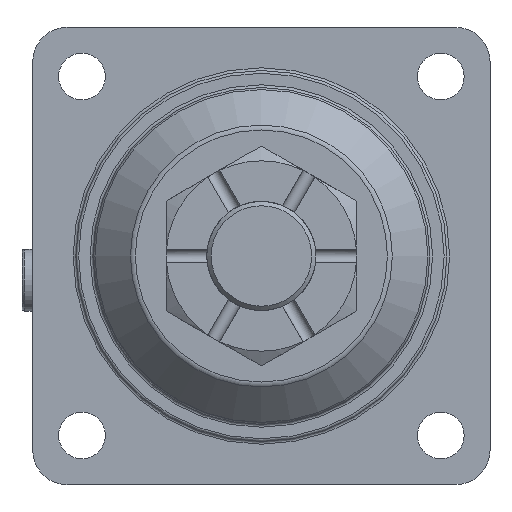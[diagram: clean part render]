
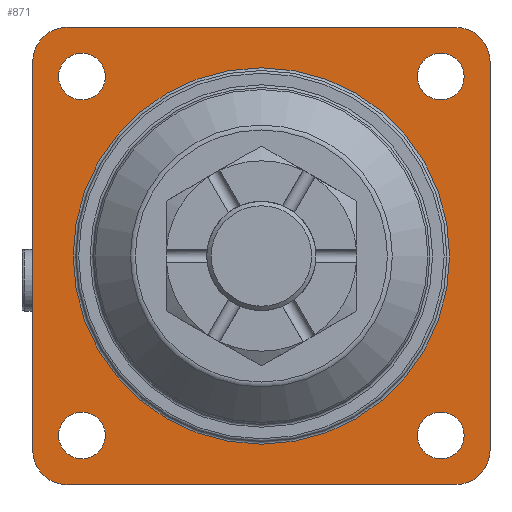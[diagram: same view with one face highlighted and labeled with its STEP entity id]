
A CAD part, left-side view. The second image highlights one B-rep face of the part: STEP entity #871.
In plain terms, the highlighted planar face has unit normal (-1, 0, 0).
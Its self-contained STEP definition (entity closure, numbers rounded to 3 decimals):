
#871 = ADVANCED_FACE( '', ( #1850, #1851, #1852, #1853, #1854, #1855 ), #1856, .F. );
#1850 = FACE_BOUND( '', #2902, .T. );
#1851 = FACE_BOUND( '', #2903, .T. );
#1852 = FACE_BOUND( '', #2904, .T. );
#1853 = FACE_BOUND( '', #2905, .T. );
#1854 = FACE_BOUND( '', #2906, .T. );
#1855 = FACE_OUTER_BOUND( '', #2907, .T. );
#1856 = PLANE( '', #2908 );
#2902 = EDGE_LOOP( '', ( #4769 ) );
#2903 = EDGE_LOOP( '', ( #4770 ) );
#2904 = EDGE_LOOP( '', ( #4771 ) );
#2905 = EDGE_LOOP( '', ( #4772 ) );
#2906 = EDGE_LOOP( '', ( #4773 ) );
#2907 = EDGE_LOOP( '', ( #4774, #4775, #4776, #4777, #4778, #4779, #4780, #4781 ) );
#2908 = AXIS2_PLACEMENT_3D( '', #4782, #4783, #4784 );
#4769 = ORIENTED_EDGE( '', *, *, #6156, .T. );
#4770 = ORIENTED_EDGE( '', *, *, #6157, .T. );
#4771 = ORIENTED_EDGE( '', *, *, #5475, .T. );
#4772 = ORIENTED_EDGE( '', *, *, #6115, .T. );
#4773 = ORIENTED_EDGE( '', *, *, #5666, .T. );
#4774 = ORIENTED_EDGE( '', *, *, #5493, .F. );
#4775 = ORIENTED_EDGE( '', *, *, #5504, .F. );
#4776 = ORIENTED_EDGE( '', *, *, #5717, .F. );
#4777 = ORIENTED_EDGE( '', *, *, #6158, .F. );
#4778 = ORIENTED_EDGE( '', *, *, #5741, .F. );
#4779 = ORIENTED_EDGE( '', *, *, #5916, .F. );
#4780 = ORIENTED_EDGE( '', *, *, #5825, .F. );
#4781 = ORIENTED_EDGE( '', *, *, #6050, .F. );
#4782 = CARTESIAN_POINT( '', ( 46.5, 54.75, 0. ) );
#4783 = DIRECTION( '', ( 1., 0., 0. ) );
#4784 = DIRECTION( '', ( 0., 0., -1. ) );
#5475 = EDGE_CURVE( '', #6344, #6344, #6345, .T. );
#5493 = EDGE_CURVE( '', #6375, #6376, #6377, .T. );
#5504 = EDGE_CURVE( '', #6392, #6375, #6393, .T. );
#5666 = EDGE_CURVE( '', #6665, #6665, #6666, .T. );
#5717 = EDGE_CURVE( '', #6747, #6392, #6748, .T. );
#5741 = EDGE_CURVE( '', #6785, #6786, #6787, .T. );
#5825 = EDGE_CURVE( '', #6920, #6921, #6922, .T. );
#5916 = EDGE_CURVE( '', #6921, #6785, #7067, .T. );
#6050 = EDGE_CURVE( '', #6376, #6920, #7258, .T. );
#6115 = EDGE_CURVE( '', #7335, #7335, #7336, .T. );
#6156 = EDGE_CURVE( '', #7385, #7385, #7386, .T. );
#6157 = EDGE_CURVE( '', #7387, #7387, #7388, .T. );
#6158 = EDGE_CURVE( '', #6786, #6747, #7389, .T. );
#6344 = VERTEX_POINT( '', #7649 );
#6345 = CIRCLE( '', #7650, 6.8 );
#6375 = VERTEX_POINT( '', #7722 );
#6376 = VERTEX_POINT( '', #7723 );
#6377 = CIRCLE( '', #7724, 10. );
#6392 = VERTEX_POINT( '', #7741 );
#6393 = LINE( '', #7742, #7743 );
#6665 = VERTEX_POINT( '', #8283 );
#6666 = CIRCLE( '', #8284, 6.8 );
#6747 = VERTEX_POINT( '', #8461 );
#6748 = CIRCLE( '', #8462, 10. );
#6785 = VERTEX_POINT( '', #8505 );
#6786 = VERTEX_POINT( '', #8506 );
#6787 = CIRCLE( '', #8507, 10. );
#6920 = VERTEX_POINT( '', #8778 );
#6921 = VERTEX_POINT( '', #8779 );
#6922 = CIRCLE( '', #8780, 10. );
#7067 = LINE( '', #9096, #9097 );
#7258 = LINE( '', #9547, #9548 );
#7335 = VERTEX_POINT( '', #9687 );
#7336 = CIRCLE( '', #9688, 6.8 );
#7385 = VERTEX_POINT( '', #9790 );
#7386 = CIRCLE( '', #9791, 54.75 );
#7387 = VERTEX_POINT( '', #9792 );
#7388 = CIRCLE( '', #9793, 6.8 );
#7389 = LINE( '', #9794, #9795 );
#7649 = CARTESIAN_POINT( '', ( 46.5, 52.184, 45.384 ) );
#7650 = AXIS2_PLACEMENT_3D( '', #10091, #10092, #10093 );
#7722 = CARTESIAN_POINT( '', ( 46.5, 66.5, 56.5 ) );
#7723 = CARTESIAN_POINT( '', ( 46.5, 56.5, 66.5 ) );
#7724 = AXIS2_PLACEMENT_3D( '', #10106, #10107, #10108 );
#7741 = CARTESIAN_POINT( '', ( 46.5, 66.5, -56.5 ) );
#7742 = CARTESIAN_POINT( '', ( 46.5, 66.5, -56.5 ) );
#7743 = VECTOR( '', #10123, 1000. );
#8283 = CARTESIAN_POINT( '', ( 46.5, 52.184, -58.984 ) );
#8284 = AXIS2_PLACEMENT_3D( '', #10355, #10356, #10357 );
#8461 = CARTESIAN_POINT( '', ( 46.5, 56.5, -66.5 ) );
#8462 = AXIS2_PLACEMENT_3D( '', #10411, #10412, #10413 );
#8505 = CARTESIAN_POINT( '', ( 46.5, -66.5, -56.5 ) );
#8506 = CARTESIAN_POINT( '', ( 46.5, -56.5, -66.5 ) );
#8507 = AXIS2_PLACEMENT_3D( '', #10459, #10460, #10461 );
#8778 = CARTESIAN_POINT( '', ( 46.5, -56.5, 66.5 ) );
#8779 = CARTESIAN_POINT( '', ( 46.5, -66.5, 56.5 ) );
#8780 = AXIS2_PLACEMENT_3D( '', #10587, #10588, #10589 );
#9096 = CARTESIAN_POINT( '', ( 46.5, -66.5, 56.5 ) );
#9097 = VECTOR( '', #10707, 1000. );
#9547 = CARTESIAN_POINT( '', ( 46.5, 56.5, 66.5 ) );
#9548 = VECTOR( '', #10854, 1000. );
#9687 = CARTESIAN_POINT( '', ( 46.5, -52.184, -58.984 ) );
#9688 = AXIS2_PLACEMENT_3D( '', #10903, #10904, #10905 );
#9790 = CARTESIAN_POINT( '', ( 46.5, 0., -54.75 ) );
#9791 = AXIS2_PLACEMENT_3D( '', #10930, #10931, #10932 );
#9792 = CARTESIAN_POINT( '', ( 46.5, -52.184, 45.384 ) );
#9793 = AXIS2_PLACEMENT_3D( '', #10933, #10934, #10935 );
#9794 = CARTESIAN_POINT( '', ( 46.5, -56.5, -66.5 ) );
#9795 = VECTOR( '', #10936, 1000. );
#10091 = CARTESIAN_POINT( '', ( 46.5, 52.184, 52.184 ) );
#10092 = DIRECTION( '', ( 1., 0., 0. ) );
#10093 = DIRECTION( '', ( 0., 0., -1. ) );
#10106 = CARTESIAN_POINT( '', ( 46.5, 56.5, 56.5 ) );
#10107 = DIRECTION( '', ( 1., 0., 0. ) );
#10108 = DIRECTION( '', ( 0., 0., -1. ) );
#10123 = DIRECTION( '', ( 0., 0., 1. ) );
#10355 = CARTESIAN_POINT( '', ( 46.5, 52.184, -52.184 ) );
#10356 = DIRECTION( '', ( 1., 0., 0. ) );
#10357 = DIRECTION( '', ( 0., 0., -1. ) );
#10411 = CARTESIAN_POINT( '', ( 46.5, 56.5, -56.5 ) );
#10412 = DIRECTION( '', ( 1., 0., 0. ) );
#10413 = DIRECTION( '', ( 0., 0., -1. ) );
#10459 = CARTESIAN_POINT( '', ( 46.5, -56.5, -56.5 ) );
#10460 = DIRECTION( '', ( 1., 0., 0. ) );
#10461 = DIRECTION( '', ( 0., 0., -1. ) );
#10587 = CARTESIAN_POINT( '', ( 46.5, -56.5, 56.5 ) );
#10588 = DIRECTION( '', ( 1., 0., 0. ) );
#10589 = DIRECTION( '', ( 0., 0., -1. ) );
#10707 = DIRECTION( '', ( 0., 0., -1. ) );
#10854 = DIRECTION( '', ( 0., -1., 0. ) );
#10903 = CARTESIAN_POINT( '', ( 46.5, -52.184, -52.184 ) );
#10904 = DIRECTION( '', ( 1., 0., 0. ) );
#10905 = DIRECTION( '', ( 0., 0., -1. ) );
#10930 = CARTESIAN_POINT( '', ( 46.5, 0., 0. ) );
#10931 = DIRECTION( '', ( 1., 0., 0. ) );
#10932 = DIRECTION( '', ( 0., 0., -1. ) );
#10933 = CARTESIAN_POINT( '', ( 46.5, -52.184, 52.184 ) );
#10934 = DIRECTION( '', ( 1., 0., 0. ) );
#10935 = DIRECTION( '', ( 0., 0., -1. ) );
#10936 = DIRECTION( '', ( 0., 1., 0. ) );
